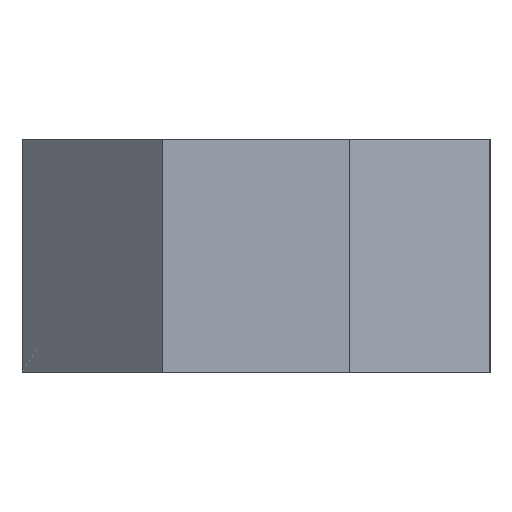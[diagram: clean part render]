
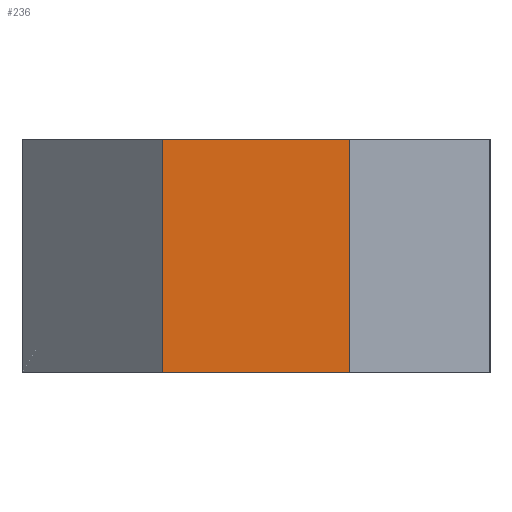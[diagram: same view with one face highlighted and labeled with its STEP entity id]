
A CAD part, left-side view. The second image highlights one B-rep face of the part: STEP entity #236.
In plain terms, the highlighted planar face has unit normal (-1, 0, 0).
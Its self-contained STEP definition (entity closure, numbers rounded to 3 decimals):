
#31 = VECTOR ( 'NONE', #127, 1000. ) ;
#60 = LINE ( 'NONE', #491, #31 ) ;
#71 = ORIENTED_EDGE ( 'NONE', *, *, #545, .T. ) ;
#75 = DIRECTION ( 'NONE',  ( 0., -1., 0. ) ) ;
#88 = CARTESIAN_POINT ( 'NONE',  ( -17.172, 52.516, 0. ) ) ;
#99 = LINE ( 'NONE', #155, #495 ) ;
#127 = DIRECTION ( 'NONE',  ( 0., 0., 1. ) ) ;
#147 = AXIS2_PLACEMENT_3D ( 'NONE', #247, #341, #429 ) ;
#155 = CARTESIAN_POINT ( 'NONE',  ( -17.172, 60.516, 10. ) ) ;
#164 = CARTESIAN_POINT ( 'NONE',  ( -17.172, 46.516, 10. ) ) ;
#166 = EDGE_CURVE ( 'NONE', #423, #392, #464, .T. ) ;
#171 = VERTEX_POINT ( 'NONE', #458 ) ;
#206 = EDGE_LOOP ( 'NONE', ( #580, #71, #344, #308 ) ) ;
#236 = ADVANCED_FACE ( 'NONE', ( #324 ), #299, .F. ) ;
#247 = CARTESIAN_POINT ( 'NONE',  ( -17.172, 46.516, 10. ) ) ;
#255 = EDGE_CURVE ( 'NONE', #171, #515, #265, .T. ) ;
#265 = LINE ( 'NONE', #164, #317 ) ;
#276 = EDGE_CURVE ( 'NONE', #392, #515, #60, .T. ) ;
#299 = PLANE ( 'NONE',  #147 ) ;
#308 = ORIENTED_EDGE ( 'NONE', *, *, #276, .T. ) ;
#317 = VECTOR ( 'NONE', #475, 1000. ) ;
#324 = FACE_OUTER_BOUND ( 'NONE', #206, .T. ) ;
#341 = DIRECTION ( 'NONE',  ( 1., 0., 0. ) ) ;
#344 = ORIENTED_EDGE ( 'NONE', *, *, #166, .T. ) ;
#365 = CARTESIAN_POINT ( 'NONE',  ( -17.172, 46.516, 0. ) ) ;
#373 = CARTESIAN_POINT ( 'NONE',  ( -17.172, 52.516, 10. ) ) ;
#374 = DIRECTION ( 'NONE',  ( 0., 0., -1. ) ) ;
#392 = VERTEX_POINT ( 'NONE', #88 ) ;
#415 = VECTOR ( 'NONE', #75, 1000. ) ;
#423 = VERTEX_POINT ( 'NONE', #585 ) ;
#429 = DIRECTION ( 'NONE',  ( 0., 0., -1. ) ) ;
#458 = CARTESIAN_POINT ( 'NONE',  ( -17.172, 60.516, 10. ) ) ;
#464 = LINE ( 'NONE', #365, #415 ) ;
#475 = DIRECTION ( 'NONE',  ( 0., -1., 0. ) ) ;
#491 = CARTESIAN_POINT ( 'NONE',  ( -17.172, 52.516, 10. ) ) ;
#495 = VECTOR ( 'NONE', #374, 1000. ) ;
#515 = VERTEX_POINT ( 'NONE', #373 ) ;
#545 = EDGE_CURVE ( 'NONE', #171, #423, #99, .T. ) ;
#580 = ORIENTED_EDGE ( 'NONE', *, *, #255, .F. ) ;
#585 = CARTESIAN_POINT ( 'NONE',  ( -17.172, 60.516, 0. ) ) ;
